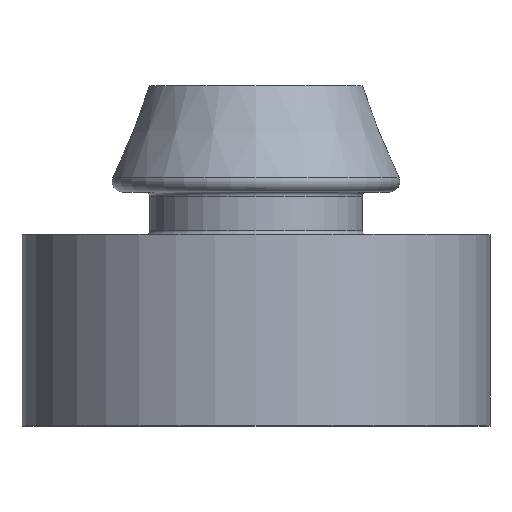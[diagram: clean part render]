
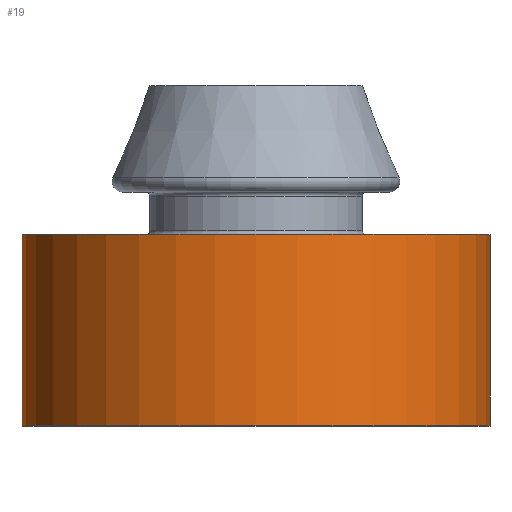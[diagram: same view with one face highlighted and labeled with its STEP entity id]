
A CAD part, top view. The second image highlights one B-rep face of the part: STEP entity #19.
In plain terms, the highlighted cylindrical face has radius 5.5 mm (diameter 11 mm), a full revolution.
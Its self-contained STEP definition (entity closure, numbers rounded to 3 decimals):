
#10 = AXIS2_PLACEMENT_3D ( 'NONE', #203, #39, #288 ) ;
#19 = ADVANCED_FACE ( 'NONE', ( #306, #179 ), #61, .T. ) ;
#23 = DIRECTION ( 'NONE',  ( 0., 0., 1. ) ) ;
#26 = CARTESIAN_POINT ( 'NONE',  ( 0., 0., 0. ) ) ;
#28 = EDGE_LOOP ( 'NONE', ( #253 ) ) ;
#39 = DIRECTION ( 'NONE',  ( 0., 1., 0. ) ) ;
#44 = VERTEX_POINT ( 'NONE', #148 ) ;
#46 = DIRECTION ( 'NONE',  ( 0., 0., 1. ) ) ;
#61 = CYLINDRICAL_SURFACE ( 'NONE', #10, 5.5 ) ;
#97 = DIRECTION ( 'NONE',  ( 0., 1., 0. ) ) ;
#113 = EDGE_LOOP ( 'NONE', ( #164 ) ) ;
#118 = DIRECTION ( 'NONE',  ( 0., 1., 0. ) ) ;
#135 = CIRCLE ( 'NONE', #144, 5.5 ) ;
#138 = EDGE_CURVE ( 'NONE', #190, #190, #336, .T. ) ;
#144 = AXIS2_PLACEMENT_3D ( 'NONE', #26, #97, #46 ) ;
#148 = CARTESIAN_POINT ( 'NONE',  ( 0., 0., 5.5 ) ) ;
#164 = ORIENTED_EDGE ( 'NONE', *, *, #138, .F. ) ;
#179 = FACE_OUTER_BOUND ( 'NONE', #28, .T. ) ;
#190 = VERTEX_POINT ( 'NONE', #265 ) ;
#203 = CARTESIAN_POINT ( 'NONE',  ( 0., 8.4, 0. ) ) ;
#215 = AXIS2_PLACEMENT_3D ( 'NONE', #216, #118, #23 ) ;
#216 = CARTESIAN_POINT ( 'NONE',  ( 0., 4.5, 0. ) ) ;
#217 = EDGE_CURVE ( 'NONE', #44, #44, #135, .T. ) ;
#253 = ORIENTED_EDGE ( 'NONE', *, *, #217, .T. ) ;
#265 = CARTESIAN_POINT ( 'NONE',  ( 0., 4.5, 5.5 ) ) ;
#288 = DIRECTION ( 'NONE',  ( 0., 0., 1. ) ) ;
#306 = FACE_OUTER_BOUND ( 'NONE', #113, .T. ) ;
#336 = CIRCLE ( 'NONE', #215, 5.5 ) ;
